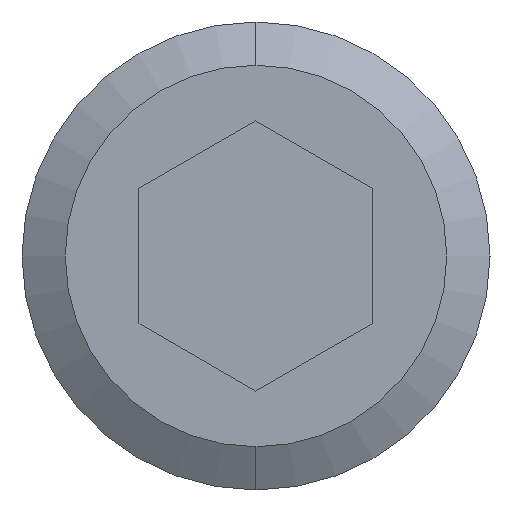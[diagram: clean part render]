
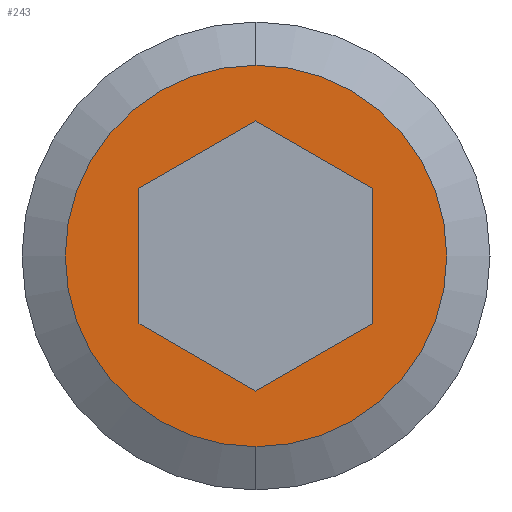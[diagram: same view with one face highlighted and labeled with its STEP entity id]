
A CAD part, left-side view. The second image highlights one B-rep face of the part: STEP entity #243.
In plain terms, the highlighted planar face has unit normal (-1, 0, 0).
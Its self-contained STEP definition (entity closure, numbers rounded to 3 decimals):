
#4 = DIRECTION ( 'NONE',  ( 0., 0., -1. ) ) ;
#6 = CIRCLE ( 'NONE', #240, 2.445 ) ;
#7 = CARTESIAN_POINT ( 'NONE',  ( 0., 0., -1.732 ) ) ;
#26 = CARTESIAN_POINT ( 'NONE',  ( 0., 0., 0. ) ) ;
#50 = DIRECTION ( 'NONE',  ( -1., 0., 0. ) ) ;
#55 = CARTESIAN_POINT ( 'NONE',  ( 0., -1.5, -0.866 ) ) ;
#56 = VERTEX_POINT ( 'NONE', #354 ) ;
#57 = DIRECTION ( 'NONE',  ( 0., -0.866, 0.5 ) ) ;
#62 = VECTOR ( 'NONE', #93, 1000. ) ;
#65 = ORIENTED_EDGE ( 'NONE', *, *, #251, .T. ) ;
#69 = VECTOR ( 'NONE', #457, 1000. ) ;
#74 = LINE ( 'NONE', #362, #92 ) ;
#78 = EDGE_CURVE ( 'NONE', #424, #254, #328, .T. ) ;
#86 = VERTEX_POINT ( 'NONE', #324 ) ;
#92 = VECTOR ( 'NONE', #57, 1000. ) ;
#93 = DIRECTION ( 'NONE',  ( 0., 0., -1. ) ) ;
#94 = ORIENTED_EDGE ( 'NONE', *, *, #483, .T. ) ;
#106 = AXIS2_PLACEMENT_3D ( 'NONE', #137, #50, #452 ) ;
#108 = CARTESIAN_POINT ( 'NONE',  ( 0., 0., 1.732 ) ) ;
#111 = ORIENTED_EDGE ( 'NONE', *, *, #245, .F. ) ;
#137 = CARTESIAN_POINT ( 'NONE',  ( 0., 0., 0. ) ) ;
#140 = CARTESIAN_POINT ( 'NONE',  ( 0., 0., 2.445 ) ) ;
#141 = VECTOR ( 'NONE', #4, 1000. ) ;
#150 = ORIENTED_EDGE ( 'NONE', *, *, #226, .T. ) ;
#160 = EDGE_LOOP ( 'NONE', ( #65, #215 ) ) ;
#161 = VERTEX_POINT ( 'NONE', #7 ) ;
#177 = CARTESIAN_POINT ( 'NONE',  ( 0., 1.5, 0.866 ) ) ;
#199 = VERTEX_POINT ( 'NONE', #140 ) ;
#200 = EDGE_CURVE ( 'NONE', #418, #254, #74, .T. ) ;
#209 = DIRECTION ( 'NONE',  ( 0., 0., 1. ) ) ;
#211 = CARTESIAN_POINT ( 'NONE',  ( 0., -1.5, 0.866 ) ) ;
#215 = ORIENTED_EDGE ( 'NONE', *, *, #360, .T. ) ;
#216 = CARTESIAN_POINT ( 'NONE',  ( 0., 0., -2.445 ) ) ;
#222 = EDGE_LOOP ( 'NONE', ( #111, #306, #477, #94, #150, #316 ) ) ;
#226 = EDGE_CURVE ( 'NONE', #86, #161, #462, .T. ) ;
#238 = CARTESIAN_POINT ( 'NONE',  ( 0., -1.5, 0.866 ) ) ;
#240 = AXIS2_PLACEMENT_3D ( 'NONE', #26, #263, #506 ) ;
#243 = ADVANCED_FACE ( 'NONE', ( #467, #298 ), #326, .T. ) ;
#245 = EDGE_CURVE ( 'NONE', #418, #56, #520, .T. ) ;
#246 = CARTESIAN_POINT ( 'NONE',  ( 0., 0., 0. ) ) ;
#251 = EDGE_CURVE ( 'NONE', #255, #199, #6, .T. ) ;
#254 = VERTEX_POINT ( 'NONE', #108 ) ;
#255 = VERTEX_POINT ( 'NONE', #216 ) ;
#263 = DIRECTION ( 'NONE',  ( -1., 0., 0. ) ) ;
#282 = DIRECTION ( 'NONE',  ( -1., 0., 0. ) ) ;
#286 = DIRECTION ( 'NONE',  ( 0., 0.866, -0.5 ) ) ;
#298 = FACE_BOUND ( 'NONE', #222, .T. ) ;
#301 = CARTESIAN_POINT ( 'NONE',  ( 0., 1.5, -0.866 ) ) ;
#306 = ORIENTED_EDGE ( 'NONE', *, *, #200, .T. ) ;
#316 = ORIENTED_EDGE ( 'NONE', *, *, #320, .F. ) ;
#320 = EDGE_CURVE ( 'NONE', #56, #161, #380, .T. ) ;
#324 = CARTESIAN_POINT ( 'NONE',  ( 0., -1.5, -0.866 ) ) ;
#326 = PLANE ( 'NONE',  #106 ) ;
#328 = LINE ( 'NONE', #211, #433 ) ;
#354 = CARTESIAN_POINT ( 'NONE',  ( 0., 1.5, -0.866 ) ) ;
#356 = VECTOR ( 'NONE', #286, 1000. ) ;
#360 = EDGE_CURVE ( 'NONE', #199, #255, #512, .T. ) ;
#362 = CARTESIAN_POINT ( 'NONE',  ( 0., 1.5, 0.866 ) ) ;
#380 = LINE ( 'NONE', #301, #69 ) ;
#383 = AXIS2_PLACEMENT_3D ( 'NONE', #246, #282, #209 ) ;
#411 = LINE ( 'NONE', #491, #141 ) ;
#418 = VERTEX_POINT ( 'NONE', #513 ) ;
#424 = VERTEX_POINT ( 'NONE', #238 ) ;
#433 = VECTOR ( 'NONE', #436, 1000. ) ;
#436 = DIRECTION ( 'NONE',  ( 0., 0.866, 0.5 ) ) ;
#452 = DIRECTION ( 'NONE',  ( 0., 0., 1. ) ) ;
#457 = DIRECTION ( 'NONE',  ( 0., -0.866, -0.5 ) ) ;
#462 = LINE ( 'NONE', #55, #356 ) ;
#467 = FACE_OUTER_BOUND ( 'NONE', #160, .T. ) ;
#477 = ORIENTED_EDGE ( 'NONE', *, *, #78, .F. ) ;
#483 = EDGE_CURVE ( 'NONE', #424, #86, #411, .T. ) ;
#491 = CARTESIAN_POINT ( 'NONE',  ( 0., -1.5, 0.866 ) ) ;
#506 = DIRECTION ( 'NONE',  ( 0., 0., 1. ) ) ;
#512 = CIRCLE ( 'NONE', #383, 2.445 ) ;
#513 = CARTESIAN_POINT ( 'NONE',  ( 0., 1.5, 0.866 ) ) ;
#520 = LINE ( 'NONE', #177, #62 ) ;
